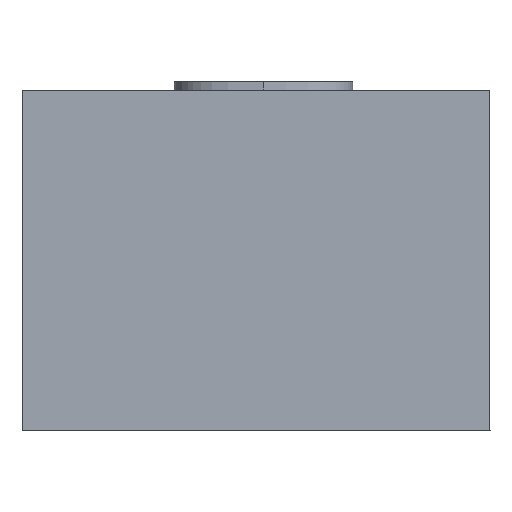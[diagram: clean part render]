
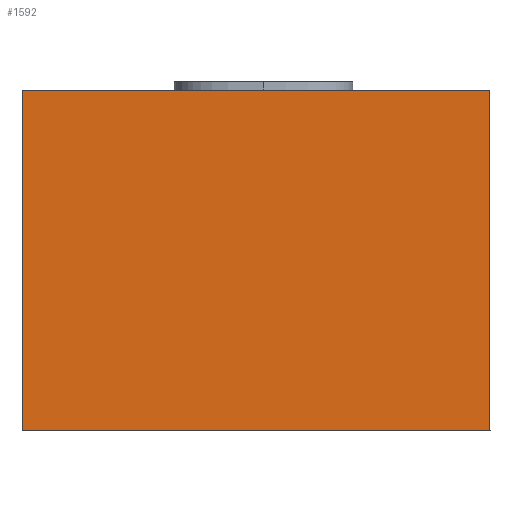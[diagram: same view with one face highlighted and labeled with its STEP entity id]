
A CAD part, left-side view. The second image highlights one B-rep face of the part: STEP entity #1592.
In plain terms, the highlighted planar face has unit normal (-1, 0, 0).
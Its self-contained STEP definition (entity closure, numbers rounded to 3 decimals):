
#160=FACE_OUTER_BOUND('',#250,.T.);
#250=EDGE_LOOP('',(#1103,#1104,#1105,#1106));
#356=LINE('',#2117,#533);
#361=LINE('',#2127,#538);
#362=LINE('',#2129,#539);
#363=LINE('',#2130,#540);
#533=VECTOR('',#1796,1000.);
#538=VECTOR('',#1805,1000.);
#539=VECTOR('',#1806,1000.);
#540=VECTOR('',#1807,1000.);
#706=VERTEX_POINT('',#2114);
#707=VERTEX_POINT('',#2116);
#710=VERTEX_POINT('',#2126);
#711=VERTEX_POINT('',#2128);
#860=EDGE_CURVE('',#707,#706,#356,.T.);
#865=EDGE_CURVE('',#710,#707,#361,.T.);
#866=EDGE_CURVE('',#711,#706,#362,.T.);
#867=EDGE_CURVE('',#711,#710,#363,.T.);
#1103=ORIENTED_EDGE('',*,*,#865,.T.);
#1104=ORIENTED_EDGE('',*,*,#860,.T.);
#1105=ORIENTED_EDGE('',*,*,#866,.F.);
#1106=ORIENTED_EDGE('',*,*,#867,.T.);
#1526=PLANE('',#1700);
#1592=ADVANCED_FACE('',(#160),#1526,.T.);
#1700=AXIS2_PLACEMENT_3D('',#2125,#1803,#1804);
#1796=DIRECTION('',(0.,0.,1.));
#1803=DIRECTION('center_axis',(-1.,0.,0.));
#1804=DIRECTION('ref_axis',(0.,-1.,0.));
#1805=DIRECTION('',(0.,-1.,0.));
#1806=DIRECTION('',(0.,-1.,0.));
#1807=DIRECTION('',(0.,0.,-1.));
#2114=CARTESIAN_POINT('',(-0.575,0.,0.275));
#2116=CARTESIAN_POINT('',(-0.575,0.,-0.275));
#2117=CARTESIAN_POINT('',(-0.575,0.,0.275));
#2125=CARTESIAN_POINT('Origin',(-0.575,0.4,0.275));
#2126=CARTESIAN_POINT('',(-0.575,0.4,-0.275));
#2127=CARTESIAN_POINT('',(-0.575,0.4,-0.275));
#2128=CARTESIAN_POINT('',(-0.575,0.4,0.275));
#2129=CARTESIAN_POINT('',(-0.575,0.4,0.275));
#2130=CARTESIAN_POINT('',(-0.575,0.4,0.275));
